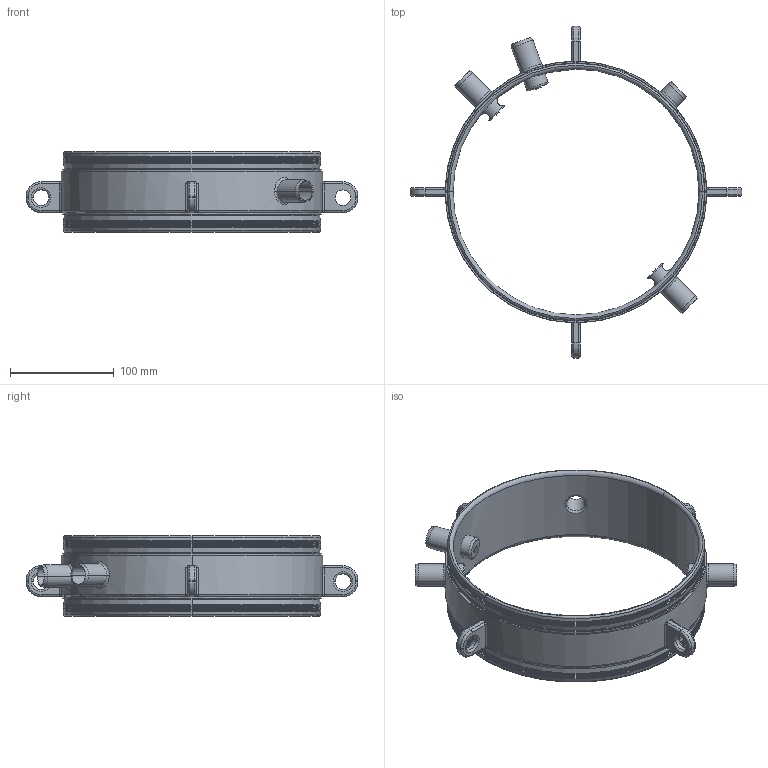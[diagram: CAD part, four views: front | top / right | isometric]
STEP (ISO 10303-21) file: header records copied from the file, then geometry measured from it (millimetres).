
FILE_DESCRIPTION (( 'STEP AP214' ), '1' );
FILE_NAME ('4676F.STEP', '2020-03-31T17:34:43', ( '.' ), ( '.' ), 'SwSTEP 2.0', 'SolidWorks 2001039', '' );
FILE_SCHEMA (( 'AUTOMOTIVE_DESIGN' ));
Length unit declared in the file: millimetre
Products named in the file (1): 2
Bounding box: 320 x 320 x 77.78 mm (x, y, z)
Volume: 409741.6 mm3; surface area: 155952.3 mm2
Topology: 1 solids, 1 shells, 368 faces, 869 edges, 511 vertices
Faces by surface type: torus 132, cylinder 117, plane 50, cone 40, bspline 29
Entity records: 79850 total; most frequent: CARTESIAN_POINT 71288, DIRECTION 1890, ORIENTED_EDGE 1738, EDGE_CURVE 869, AXIS2_PLACEMENT_3D 828, VERTEX_POINT 511, CIRCLE 488, EDGE_LOOP 400
